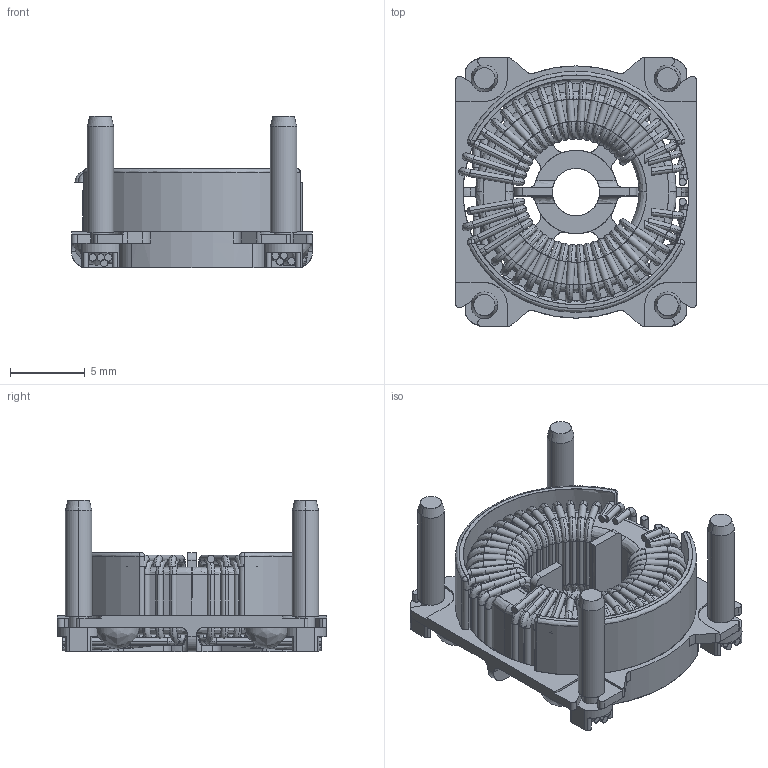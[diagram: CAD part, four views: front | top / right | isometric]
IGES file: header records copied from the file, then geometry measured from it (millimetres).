
Start section: SolidWorks IGES file using analytic representation for surfaces
Global section: file name: 47720.IGS; native system: SolidWorks 2017; preprocessor: SolidWorks 2017; author: rtaylor; date: 191003.133925; units: millimetre
Bounding box: 16.13 x 18.03 x 10.13 mm (x, y, z)
Surface area: 3077.7 mm2 (no closed solid volume)
Topology: 0 solids, 0 shells, 1270 faces, 9420 edges, 9402 vertices
Faces by surface type: bspline 684, revolution 586
